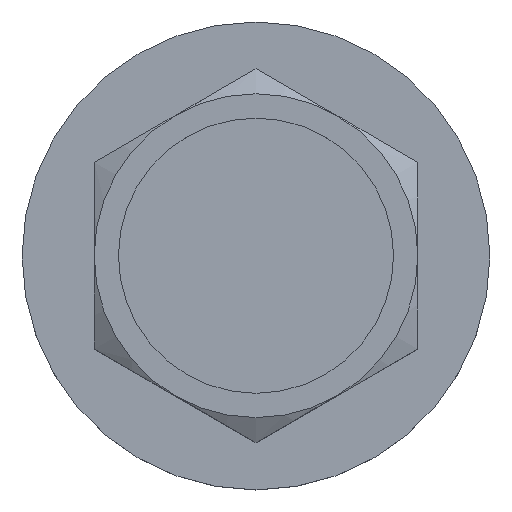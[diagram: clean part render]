
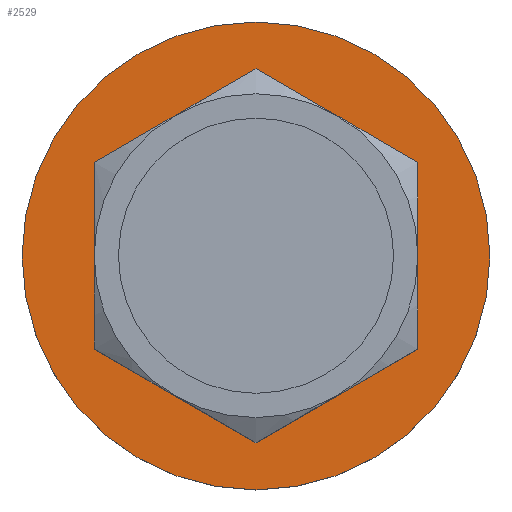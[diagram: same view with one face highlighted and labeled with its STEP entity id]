
A CAD part, top view. The second image highlights one B-rep face of the part: STEP entity #2529.
In plain terms, the highlighted planar face has unit normal (0, 0, 1).
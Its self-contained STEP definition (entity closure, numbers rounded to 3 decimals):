
#20=FACE_BOUND('',#390,.T.);
#38=PLANE('',#2757);
#129=CIRCLE('',#2718,10.325);
#238=FACE_OUTER_BOUND('',#389,.T.);
#389=EDGE_LOOP('',(#2142));
#390=EDGE_LOOP('',(#2143,#2144,#2145,#2146,#2147,#2148));
#717=LINE('',#13629,#866);
#719=LINE('',#13633,#868);
#720=LINE('',#13636,#869);
#722=LINE('',#13640,#871);
#724=LINE('',#13644,#873);
#726=LINE('',#13647,#875);
#866=VECTOR('',#3226,1000.);
#868=VECTOR('',#3230,1000.);
#869=VECTOR('',#3233,1000.);
#871=VECTOR('',#3237,1000.);
#873=VECTOR('',#3241,1000.);
#875=VECTOR('',#3245,1000.);
#1127=VERTEX_POINT('',#8248);
#1152=VERTEX_POINT('',#13625);
#1153=VERTEX_POINT('',#13627);
#1154=VERTEX_POINT('',#13631);
#1155=VERTEX_POINT('',#13635);
#1156=VERTEX_POINT('',#13639);
#1157=VERTEX_POINT('',#13643);
#1436=EDGE_CURVE('',#1127,#1127,#129,.T.);
#1486=EDGE_CURVE('',#1152,#1153,#717,.T.);
#1488=EDGE_CURVE('',#1154,#1152,#719,.T.);
#1489=EDGE_CURVE('',#1155,#1154,#720,.T.);
#1491=EDGE_CURVE('',#1156,#1155,#722,.T.);
#1493=EDGE_CURVE('',#1157,#1156,#724,.T.);
#1495=EDGE_CURVE('',#1153,#1157,#726,.T.);
#2142=ORIENTED_EDGE('',*,*,#1436,.T.);
#2143=ORIENTED_EDGE('',*,*,#1495,.T.);
#2144=ORIENTED_EDGE('',*,*,#1493,.T.);
#2145=ORIENTED_EDGE('',*,*,#1491,.T.);
#2146=ORIENTED_EDGE('',*,*,#1489,.T.);
#2147=ORIENTED_EDGE('',*,*,#1488,.T.);
#2148=ORIENTED_EDGE('',*,*,#1486,.T.);
#2529=ADVANCED_FACE('',(#238,#20),#38,.F.);
#2718=AXIS2_PLACEMENT_3D('',#8249,#3153,#3154);
#2757=AXIS2_PLACEMENT_3D('',#13648,#3246,#3247);
#3153=DIRECTION('center_axis',(0.,0.,1.));
#3154=DIRECTION('ref_axis',(1.,0.,0.));
#3226=DIRECTION('',(0.,1.,0.));
#3230=DIRECTION('',(-0.866,0.5,0.));
#3233=DIRECTION('',(-0.866,-0.5,0.));
#3237=DIRECTION('',(0.,-1.,0.));
#3241=DIRECTION('',(0.866,-0.5,0.));
#3245=DIRECTION('',(0.866,0.5,0.));
#3246=DIRECTION('center_axis',(0.,0.,-1.));
#3247=DIRECTION('ref_axis',(-1.,0.,0.));
#8248=CARTESIAN_POINT('',(21.822,55.68,88.582));
#8249=CARTESIAN_POINT('Origin',(32.147,55.68,88.582));
#13625=CARTESIAN_POINT('',(25.003,51.556,88.582));
#13627=CARTESIAN_POINT('',(25.003,59.804,88.582));
#13629=CARTESIAN_POINT('',(25.003,62.824,88.582));
#13631=CARTESIAN_POINT('',(32.147,47.431,88.582));
#13633=CARTESIAN_POINT('',(25.482,51.279,88.582));
#13635=CARTESIAN_POINT('',(39.291,51.556,88.582));
#13636=CARTESIAN_POINT('',(38.812,51.279,88.582));
#13639=CARTESIAN_POINT('',(39.291,59.804,88.582));
#13640=CARTESIAN_POINT('',(39.291,62.824,88.582));
#13643=CARTESIAN_POINT('',(32.147,63.929,88.582));
#13644=CARTESIAN_POINT('',(32.625,63.653,88.582));
#13647=CARTESIAN_POINT('',(31.668,63.653,88.582));
#13648=CARTESIAN_POINT('Origin',(32.147,62.824,88.582));
